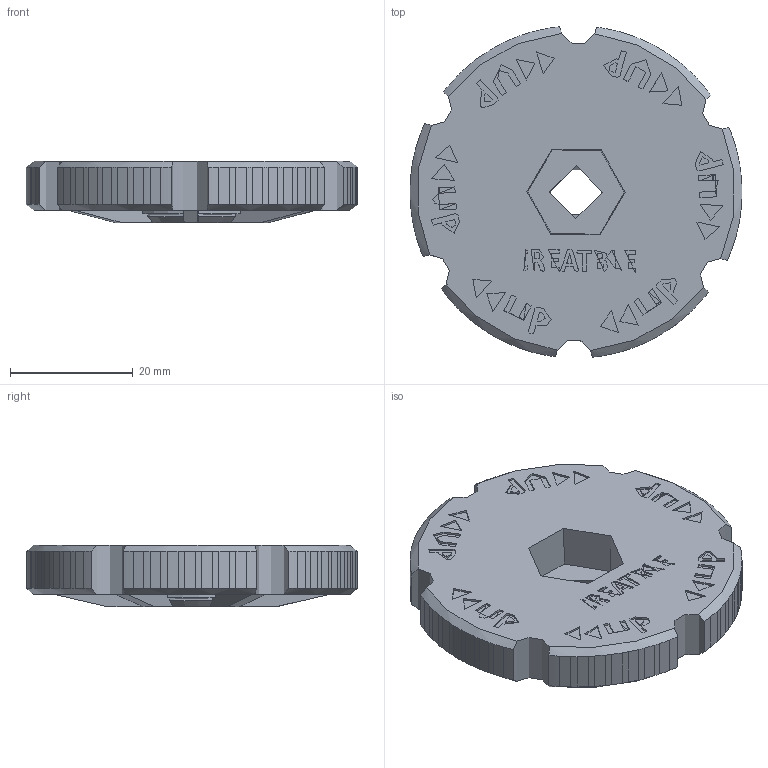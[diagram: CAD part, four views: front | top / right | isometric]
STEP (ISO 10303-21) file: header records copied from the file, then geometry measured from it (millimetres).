
FILE_DESCRIPTION(/* description */ (''),/* implementation_level */ '2;1');
FILE_NAME(/* name */ 'leveling_wheel_160425.stp',/* time_stamp */ '2016-04-25T17:54:47+09:00',/* author */ (''),/* organization */ (''),/* preprocessor_version */ 'ST-DEVELOPER v16',/* originating_system */ 'SIEMENS PLM Software NX 10.0',/* authorisation */ '');
FILE_SCHEMA (('CONFIG_CONTROL_DESIGN'));
Length unit declared in the file: millimetre
Products named in the file (1): leveling_wheel_160425
Bounding box: 53.99 x 53.74 x 10 mm (x, y, z)
Volume: 10005 mm3; surface area: 8579.1 mm2
Topology: 1 solids, 1 shells, 594 faces, 1645 edges, 1097 vertices
Faces by surface type: bspline 246, plane 208, cylinder 102, cone 38
Entity records: 27262 total; most frequent: CARTESIAN_POINT 13771, ORIENTED_EDGE 3282, DIRECTION 1918, EDGE_CURVE 1641, VERTEX_POINT 1095, LINE 814, VECTOR 814, EDGE_LOOP 642
